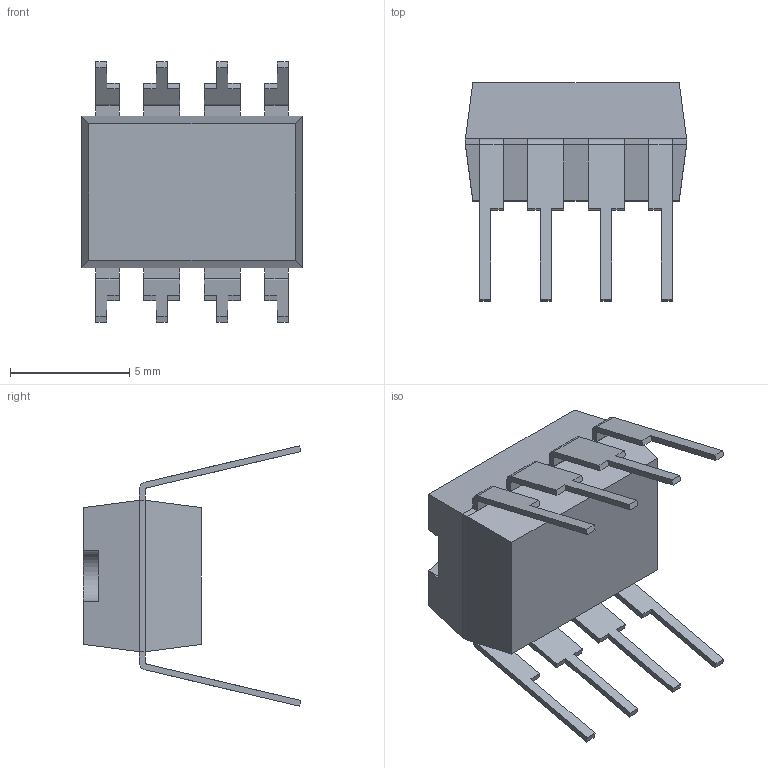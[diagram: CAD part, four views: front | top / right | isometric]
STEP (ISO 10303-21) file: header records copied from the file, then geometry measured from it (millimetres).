
FILE_DESCRIPTION (( 'STEP AP214' ), '1' );
FILE_NAME ('UA741CN.STEP', '2020-07-04T02:50:17', ( '' ), ( '' ), 'SwSTEP 2.0', 'SolidWorks 2017', '' );
FILE_SCHEMA (( 'AUTOMOTIVE_DESIGN' ));
Length unit declared in the file: millimetre
Products named in the file (1): UA741CN
Bounding box: 9.27 x 9.14 x 10.92 mm (x, y, z)
Volume: 280.3 mm3; surface area: 383 mm2
Topology: 9 solids, 9 shells, 122 faces, 302 edges, 198 vertices
Faces by surface type: plane 105, cylinder 17
Entity records: 3666 total; most frequent: CARTESIAN_POINT 623, ORIENTED_EDGE 604, DIRECTION 582, EDGE_CURVE 302, LINE 268, VECTOR 268, VERTEX_POINT 198, AXIS2_PLACEMENT_3D 157
